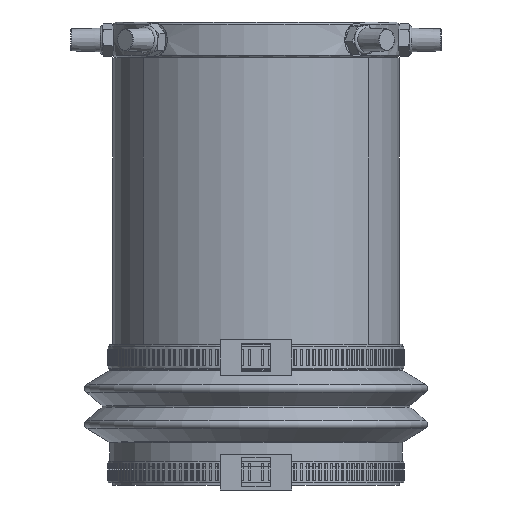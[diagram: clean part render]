
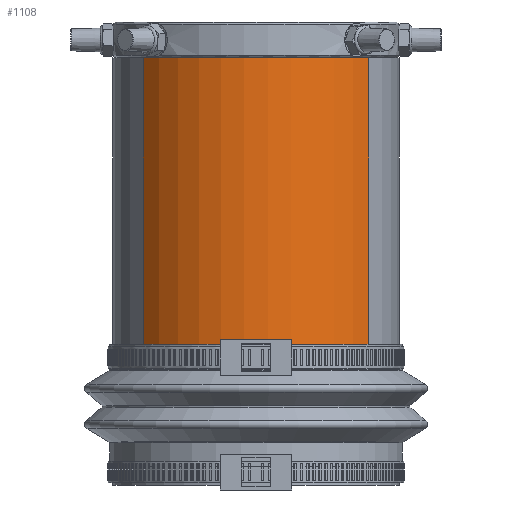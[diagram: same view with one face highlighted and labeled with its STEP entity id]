
A CAD part, front view. The second image highlights one B-rep face of the part: STEP entity #1108.
In plain terms, the highlighted cylindrical face has radius 60 mm (diameter 120 mm), a partial arc.
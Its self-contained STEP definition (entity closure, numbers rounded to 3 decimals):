
#1108 = ADVANCED_FACE ( 'NONE', ( #13476 ), #39142, .T. ) ;
#1717 = CIRCLE ( 'NONE', #43888, 60. ) ;
#5077 = EDGE_CURVE ( 'NONE', #15607, #23782, #1717, .T. ) ;
#6236 = LINE ( 'NONE', #21285, #30393 ) ;
#7712 = VECTOR ( 'NONE', #20785, 1000. ) ;
#9881 = AXIS2_PLACEMENT_3D ( 'NONE', #11684, #33348, #26528 ) ;
#10013 = ORIENTED_EDGE ( 'NONE', *, *, #14532, .F. ) ;
#11684 = CARTESIAN_POINT ( 'NONE',  ( 0., 0., 0. ) ) ;
#13476 = FACE_OUTER_BOUND ( 'NONE', #29967, .T. ) ;
#14532 = EDGE_CURVE ( 'NONE', #23782, #18238, #30666, .T. ) ;
#15607 = VERTEX_POINT ( 'NONE', #19603 ) ;
#18128 = ORIENTED_EDGE ( 'NONE', *, *, #24774, .T. ) ;
#18238 = VERTEX_POINT ( 'NONE', #36894 ) ;
#18352 = CARTESIAN_POINT ( 'NONE',  ( -47.25, -36.979, -120. ) ) ;
#19603 = CARTESIAN_POINT ( 'NONE',  ( 47.25, -36.979, -120. ) ) ;
#20785 = DIRECTION ( 'NONE',  ( 0., 0., 1. ) ) ;
#21247 = DIRECTION ( 'NONE',  ( 0., -1., 0. ) ) ;
#21285 = CARTESIAN_POINT ( 'NONE',  ( 47.25, -36.979, -120. ) ) ;
#21479 = DIRECTION ( 'NONE',  ( 0., 0., 1. ) ) ;
#22694 = CARTESIAN_POINT ( 'NONE',  ( 0., 0., -120. ) ) ;
#23782 = VERTEX_POINT ( 'NONE', #18352 ) ;
#24565 = ORIENTED_EDGE ( 'NONE', *, *, #5077, .F. ) ;
#24774 = EDGE_CURVE ( 'NONE', #15607, #44454, #6236, .T. ) ;
#26528 = DIRECTION ( 'NONE',  ( 0., -1., 0. ) ) ;
#29967 = EDGE_LOOP ( 'NONE', ( #33173, #10013, #24565, #18128 ) ) ;
#30393 = VECTOR ( 'NONE', #38486, 1000. ) ;
#30666 = LINE ( 'NONE', #45041, #7712 ) ;
#33173 = ORIENTED_EDGE ( 'NONE', *, *, #34036, .T. ) ;
#33348 = DIRECTION ( 'NONE',  ( 0., 0., -1. ) ) ;
#34036 = EDGE_CURVE ( 'NONE', #44454, #18238, #46001, .T. ) ;
#35152 = CARTESIAN_POINT ( 'NONE',  ( 0., 0., -120. ) ) ;
#35340 = CARTESIAN_POINT ( 'NONE',  ( 47.25, -36.979, 0. ) ) ;
#36356 = DIRECTION ( 'NONE',  ( 0., -1., 0. ) ) ;
#36894 = CARTESIAN_POINT ( 'NONE',  ( -47.25, -36.979, 0. ) ) ;
#37043 = DIRECTION ( 'NONE',  ( 0., 0., -1. ) ) ;
#38486 = DIRECTION ( 'NONE',  ( 0., 0., 1. ) ) ;
#39142 = CYLINDRICAL_SURFACE ( 'NONE', #45875, 60. ) ;
#43888 = AXIS2_PLACEMENT_3D ( 'NONE', #22694, #37043, #36356 ) ;
#44454 = VERTEX_POINT ( 'NONE', #35340 ) ;
#45041 = CARTESIAN_POINT ( 'NONE',  ( -47.25, -36.979, -120. ) ) ;
#45875 = AXIS2_PLACEMENT_3D ( 'NONE', #35152, #21479, #21247 ) ;
#46001 = CIRCLE ( 'NONE', #9881, 60. ) ;
